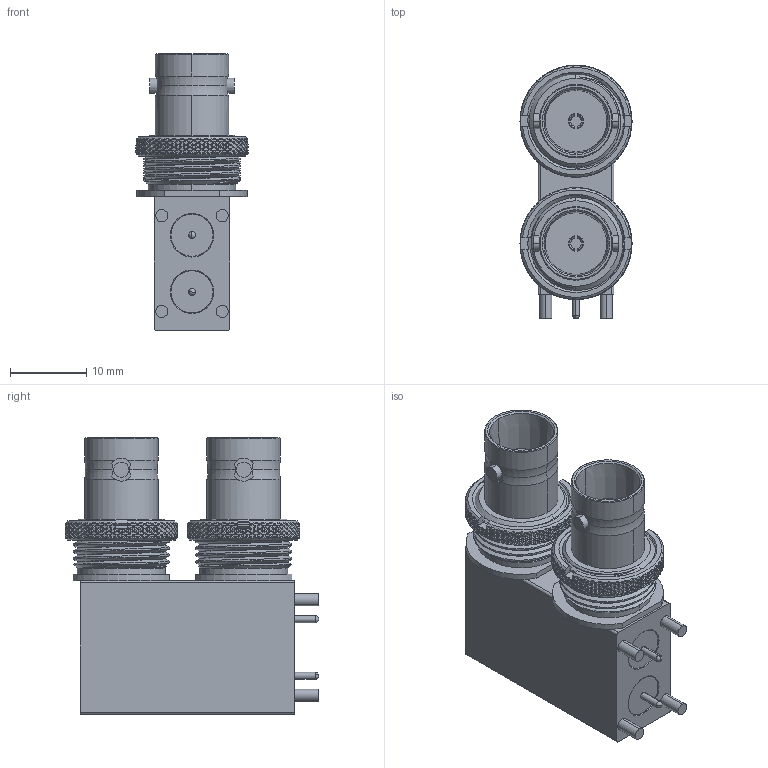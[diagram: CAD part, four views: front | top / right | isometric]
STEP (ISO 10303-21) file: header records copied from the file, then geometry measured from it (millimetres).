
FILE_DESCRIPTION (( 'STEP AP214' ), '1' );
FILE_NAME ('92-10-468-B3.STEP', '2024-10-02T15:24:00', ( '' ), ( '' ), 'SwSTEP 2.0', 'SolidWorks 2024', '' );
FILE_SCHEMA (( 'AUTOMOTIVE_DESIGN' ));
Products named in the file (1): 92-10-468-B3
Bounding box: 14.65 x 33.13 x 36.2 mm (x, y, z)
Surface area: 4863 mm2 (no closed solid volume)
Topology: 0 solids, 18 shells, 3426 faces, 7993 edges, 4422 vertices
Faces by surface type: bspline 2569, cylinder 705, plane 78, cone 58, torus 12, sphere 4
Entity records: 132937 total; most frequent: CARTESIAN_POINT 87079, ORIENTED_EDGE 15100, EDGE_CURVE 7987, VERTEX_POINT 4420, EDGE_LOOP 3451, FACE_OUTER_BOUND 3426, ADVANCED_FACE 3426, DIRECTION 2972
